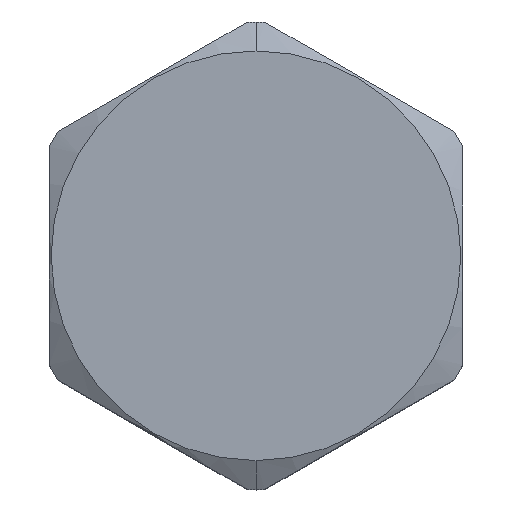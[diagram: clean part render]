
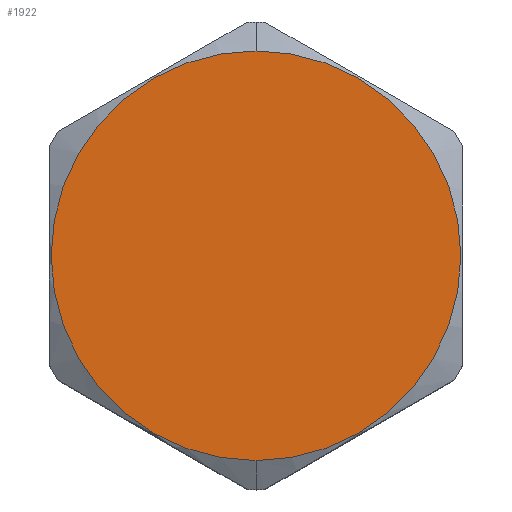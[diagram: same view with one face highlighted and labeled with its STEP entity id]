
A CAD part, top view. The second image highlights one B-rep face of the part: STEP entity #1922.
In plain terms, the highlighted planar face has unit normal (0, 0, 1).
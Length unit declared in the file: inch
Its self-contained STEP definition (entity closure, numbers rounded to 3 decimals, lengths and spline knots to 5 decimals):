
#711=CARTESIAN_POINT('',(0.,0.,1.256));
#712=DIRECTION('',(0.,0.,1.));
#713=DIRECTION('',(0.,-1.,0.));
#714=AXIS2_PLACEMENT_3D('',#711,#712,#713);
#716=CARTESIAN_POINT('',(0.,0.,1.256));
#717=DIRECTION('',(0.,0.,1.));
#718=DIRECTION('',(0.,1.,0.));
#719=AXIS2_PLACEMENT_3D('',#716,#717,#718);
#945=CARTESIAN_POINT('',(0.,-0.3715,1.256));
#946=CARTESIAN_POINT('',(0.,0.3715,1.256));
#947=VERTEX_POINT('',#945);
#948=VERTEX_POINT('',#946);
#1913=CARTESIAN_POINT('',(0.,0.,1.256));
#1914=DIRECTION('',(0.,0.,1.));
#1915=DIRECTION('',(0.,1.,0.));
#1916=AXIS2_PLACEMENT_3D('',#1913,#1914,#1915);
#1917=PLANE('',#1916);
#1918=ORIENTED_EDGE('',*,*,#1746,.F.);
#1919=ORIENTED_EDGE('',*,*,#1904,.F.);
#1920=EDGE_LOOP('',(#1918,#1919));
#1921=FACE_OUTER_BOUND('',#1920,.F.);
#1922=ADVANCED_FACE('',(#1921),#1917,.T.);
#715=CIRCLE('',#714,0.3715);
#720=CIRCLE('',#719,0.3715);
#1746=EDGE_CURVE('',#947,#948,#715,.T.);
#1904=EDGE_CURVE('',#948,#947,#720,.T.);
